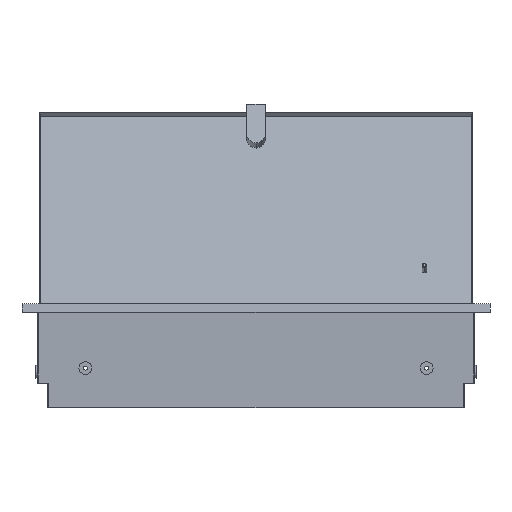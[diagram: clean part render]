
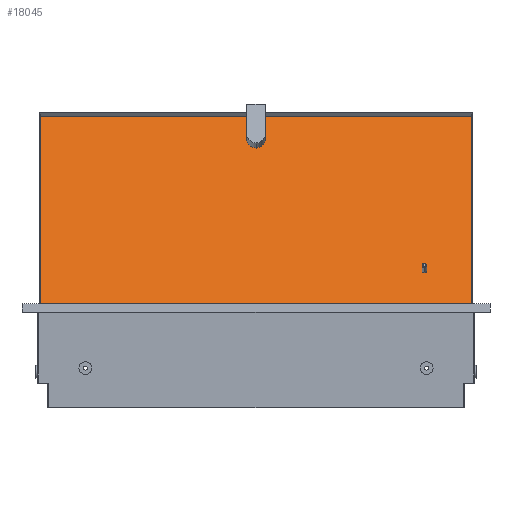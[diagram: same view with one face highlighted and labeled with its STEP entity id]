
A CAD part, left-side view. The second image highlights one B-rep face of the part: STEP entity #18045.
In plain terms, the highlighted face is planar.
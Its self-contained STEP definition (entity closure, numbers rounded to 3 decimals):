
#183 = AXIS2_PLACEMENT_3D ( 'NONE', #10261, #24758, #6559 ) ;
#1225 = ORIENTED_EDGE ( 'NONE', *, *, #12366, .F. ) ;
#1952 = AXIS2_PLACEMENT_3D ( 'NONE', #6907, #28839, #24663 ) ;
#2266 = AXIS2_PLACEMENT_3D ( 'NONE', #10739, #19639, #21528 ) ;
#4524 = VECTOR ( 'NONE', #25951, 1000. ) ;
#4662 = EDGE_LOOP ( 'NONE', ( #1225, #14713 ) ) ;
#4984 = CIRCLE ( 'NONE', #19663, 11.5 ) ;
#5337 = LINE ( 'NONE', #19375, #6147 ) ;
#5905 = LINE ( 'NONE', #22254, #13228 ) ;
#6147 = VECTOR ( 'NONE', #17495, 1000. ) ;
#6458 = FACE_BOUND ( 'NONE', #17734, .T. ) ;
#6505 = VERTEX_POINT ( 'NONE', #18887 ) ;
#6559 = DIRECTION ( 'NONE',  ( 1., 0., 0. ) ) ;
#6907 = CARTESIAN_POINT ( 'NONE',  ( 0., 0., -1. ) ) ;
#7388 = DIRECTION ( 'NONE',  ( 0., 0., 1. ) ) ;
#7466 = VERTEX_POINT ( 'NONE', #10780 ) ;
#7906 = EDGE_CURVE ( 'NONE', #17685, #24233, #10068, .T. ) ;
#7929 = CARTESIAN_POINT ( 'NONE',  ( 70., -210.5, -1. ) ) ;
#9429 = CARTESIAN_POINT ( 'NONE',  ( 132., 269.5, -1. ) ) ;
#10068 = CIRCLE ( 'NONE', #18319, 3. ) ;
#10261 = CARTESIAN_POINT ( 'NONE',  ( -102., 0., -1. ) ) ;
#10739 = CARTESIAN_POINT ( 'NONE',  ( 73., -210.5, -1. ) ) ;
#10780 = CARTESIAN_POINT ( 'NONE',  ( -90.5, 0., -1. ) ) ;
#11281 = EDGE_CURVE ( 'NONE', #6505, #21447, #5337, .T. ) ;
#11489 = DIRECTION ( 'NONE',  ( 0., 1., 0. ) ) ;
#11941 = LINE ( 'NONE', #22232, #4524 ) ;
#12162 = VECTOR ( 'NONE', #14568, 1000. ) ;
#12366 = EDGE_CURVE ( 'NONE', #24233, #17685, #12585, .T. ) ;
#12505 = PLANE ( 'NONE',  #1952 ) ;
#12585 = CIRCLE ( 'NONE', #2266, 3. ) ;
#13228 = VECTOR ( 'NONE', #11489, 1000. ) ;
#13420 = CARTESIAN_POINT ( 'NONE',  ( -132., 269.5, -1. ) ) ;
#13778 = VERTEX_POINT ( 'NONE', #9429 ) ;
#14324 = CARTESIAN_POINT ( 'NONE',  ( 132., -269.5, -1. ) ) ;
#14568 = DIRECTION ( 'NONE',  ( 0., -1., 0. ) ) ;
#14713 = ORIENTED_EDGE ( 'NONE', *, *, #7906, .F. ) ;
#14838 = DIRECTION ( 'NONE',  ( 1., 0., 0. ) ) ;
#15686 = ORIENTED_EDGE ( 'NONE', *, *, #16640, .F. ) ;
#15978 = LINE ( 'NONE', #23468, #12162 ) ;
#16640 = EDGE_CURVE ( 'NONE', #21447, #13778, #5905, .T. ) ;
#16914 = VERTEX_POINT ( 'NONE', #13420 ) ;
#17495 = DIRECTION ( 'NONE',  ( 1., 0., 0. ) ) ;
#17615 = EDGE_CURVE ( 'NONE', #13778, #16914, #11941, .T. ) ;
#17685 = VERTEX_POINT ( 'NONE', #7929 ) ;
#17734 = EDGE_LOOP ( 'NONE', ( #25082, #23703 ) ) ;
#18045 = ADVANCED_FACE ( 'NONE', ( #6458, #22779, #19528 ), #12505, .F. ) ;
#18106 = CARTESIAN_POINT ( 'NONE',  ( -113.5, 0., -1. ) ) ;
#18319 = AXIS2_PLACEMENT_3D ( 'NONE', #23471, #18798, #27159 ) ;
#18798 = DIRECTION ( 'NONE',  ( 0., 0., -1. ) ) ;
#18887 = CARTESIAN_POINT ( 'NONE',  ( -132., -269.5, -1. ) ) ;
#19375 = CARTESIAN_POINT ( 'NONE',  ( 0., -269.5, -1. ) ) ;
#19528 = FACE_BOUND ( 'NONE', #4662, .T. ) ;
#19639 = DIRECTION ( 'NONE',  ( 0., 0., -1. ) ) ;
#19663 = AXIS2_PLACEMENT_3D ( 'NONE', #20021, #7388, #14838 ) ;
#20021 = CARTESIAN_POINT ( 'NONE',  ( -102., 0., -1. ) ) ;
#20402 = ORIENTED_EDGE ( 'NONE', *, *, #11281, .F. ) ;
#21279 = CIRCLE ( 'NONE', #183, 11.5 ) ;
#21447 = VERTEX_POINT ( 'NONE', #14324 ) ;
#21528 = DIRECTION ( 'NONE',  ( 1., 0., 0. ) ) ;
#22232 = CARTESIAN_POINT ( 'NONE',  ( 0., 269.5, -1. ) ) ;
#22254 = CARTESIAN_POINT ( 'NONE',  ( 132., 0., -1. ) ) ;
#22779 = FACE_OUTER_BOUND ( 'NONE', #28319, .T. ) ;
#22900 = EDGE_CURVE ( 'NONE', #7466, #27758, #21279, .T. ) ;
#23468 = CARTESIAN_POINT ( 'NONE',  ( -132., 0., -1. ) ) ;
#23471 = CARTESIAN_POINT ( 'NONE',  ( 73., -210.5, -1. ) ) ;
#23703 = ORIENTED_EDGE ( 'NONE', *, *, #23910, .T. ) ;
#23910 = EDGE_CURVE ( 'NONE', #27758, #7466, #4984, .T. ) ;
#24062 = ORIENTED_EDGE ( 'NONE', *, *, #24336, .F. ) ;
#24233 = VERTEX_POINT ( 'NONE', #25244 ) ;
#24336 = EDGE_CURVE ( 'NONE', #16914, #6505, #15978, .T. ) ;
#24663 = DIRECTION ( 'NONE',  ( 1., 0., 0. ) ) ;
#24758 = DIRECTION ( 'NONE',  ( 0., 0., 1. ) ) ;
#25082 = ORIENTED_EDGE ( 'NONE', *, *, #22900, .T. ) ;
#25244 = CARTESIAN_POINT ( 'NONE',  ( 76., -210.5, -1. ) ) ;
#25951 = DIRECTION ( 'NONE',  ( -1., 0., 0. ) ) ;
#26318 = ORIENTED_EDGE ( 'NONE', *, *, #17615, .F. ) ;
#27159 = DIRECTION ( 'NONE',  ( 1., 0., 0. ) ) ;
#27758 = VERTEX_POINT ( 'NONE', #18106 ) ;
#28319 = EDGE_LOOP ( 'NONE', ( #24062, #26318, #15686, #20402 ) ) ;
#28839 = DIRECTION ( 'NONE',  ( 0., 0., 1. ) ) ;
